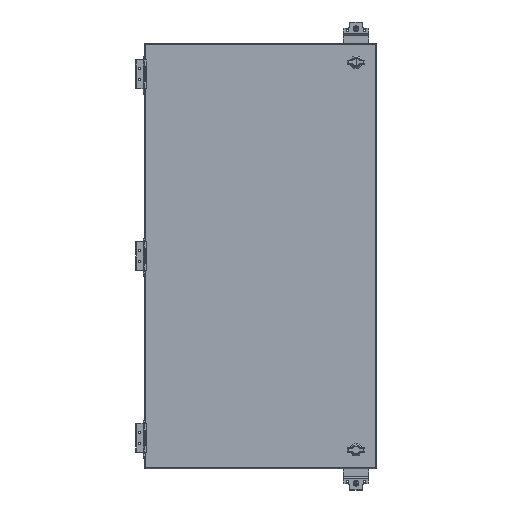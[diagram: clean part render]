
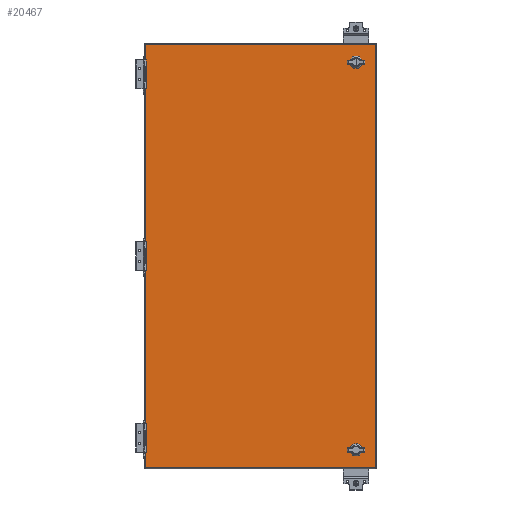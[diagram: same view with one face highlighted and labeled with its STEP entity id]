
A CAD part, top view. The second image highlights one B-rep face of the part: STEP entity #20467.
In plain terms, the highlighted planar face has unit normal (0, 0, 1).
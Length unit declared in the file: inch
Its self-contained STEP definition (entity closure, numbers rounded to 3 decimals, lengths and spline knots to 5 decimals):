
#782 = PLANE ( 'NONE',  #3171 ) ;
#1797 = ORIENTED_EDGE ( 'NONE', *, *, #4924, .T. ) ;
#2288 = CARTESIAN_POINT ( 'NONE',  ( -10.2915, -18.94, 0. ) ) ;
#2653 = EDGE_CURVE ( 'NONE', #35430, #52858, #39953, .T. ) ;
#3171 = AXIS2_PLACEMENT_3D ( 'NONE', #20986, #46187, #16866 ) ;
#3194 = CARTESIAN_POINT ( 'NONE',  ( 10.2915, 0., 0. ) ) ;
#3227 = LINE ( 'NONE', #32465, #46769 ) ;
#4330 = FACE_OUTER_BOUND ( 'NONE', #22275, .T. ) ;
#4589 = ORIENTED_EDGE ( 'NONE', *, *, #40401, .T. ) ;
#4924 = EDGE_CURVE ( 'NONE', #52858, #50501, #40263, .T. ) ;
#7545 = LINE ( 'NONE', #3194, #27369 ) ;
#11202 = CARTESIAN_POINT ( 'NONE',  ( -10.2915, 0., 0. ) ) ;
#16634 = CARTESIAN_POINT ( 'NONE',  ( 10.2915, -18.94, 0. ) ) ;
#16866 = DIRECTION ( 'NONE',  ( -1., 0., 0. ) ) ;
#20467 = ADVANCED_FACE ( 'NONE', ( #4330 ), #782, .F. ) ;
#20922 = CARTESIAN_POINT ( 'NONE',  ( 10.2915, 18.94, 0. ) ) ;
#20986 = CARTESIAN_POINT ( 'NONE',  ( 0., 0., 0. ) ) ;
#22275 = EDGE_LOOP ( 'NONE', ( #1797, #51445, #4589, #38228 ) ) ;
#22660 = VECTOR ( 'NONE', #53323, 39.37008 ) ;
#27369 = VECTOR ( 'NONE', #49106, 39.37008 ) ;
#32465 = CARTESIAN_POINT ( 'NONE',  ( 0., -18.94, 0. ) ) ;
#32472 = EDGE_CURVE ( 'NONE', #50501, #35137, #3227, .T. ) ;
#34740 = VECTOR ( 'NONE', #40228, 39.37008 ) ;
#35137 = VERTEX_POINT ( 'NONE', #16634 ) ;
#35430 = VERTEX_POINT ( 'NONE', #20922 ) ;
#35823 = CARTESIAN_POINT ( 'NONE',  ( 0., 18.94, 0. ) ) ;
#38228 = ORIENTED_EDGE ( 'NONE', *, *, #2653, .T. ) ;
#39953 = LINE ( 'NONE', #35823, #34740 ) ;
#40228 = DIRECTION ( 'NONE',  ( -1., 0., 0. ) ) ;
#40263 = LINE ( 'NONE', #11202, #22660 ) ;
#40401 = EDGE_CURVE ( 'NONE', #35137, #35430, #7545, .T. ) ;
#41514 = CARTESIAN_POINT ( 'NONE',  ( -10.2915, 18.94, 0. ) ) ;
#45347 = DIRECTION ( 'NONE',  ( 1., 0., 0. ) ) ;
#46187 = DIRECTION ( 'NONE',  ( 0., 0., -1. ) ) ;
#46769 = VECTOR ( 'NONE', #45347, 39.37008 ) ;
#49106 = DIRECTION ( 'NONE',  ( 0., 1., 0. ) ) ;
#50501 = VERTEX_POINT ( 'NONE', #2288 ) ;
#51445 = ORIENTED_EDGE ( 'NONE', *, *, #32472, .T. ) ;
#52858 = VERTEX_POINT ( 'NONE', #41514 ) ;
#53323 = DIRECTION ( 'NONE',  ( 0., -1., 0. ) ) ;
